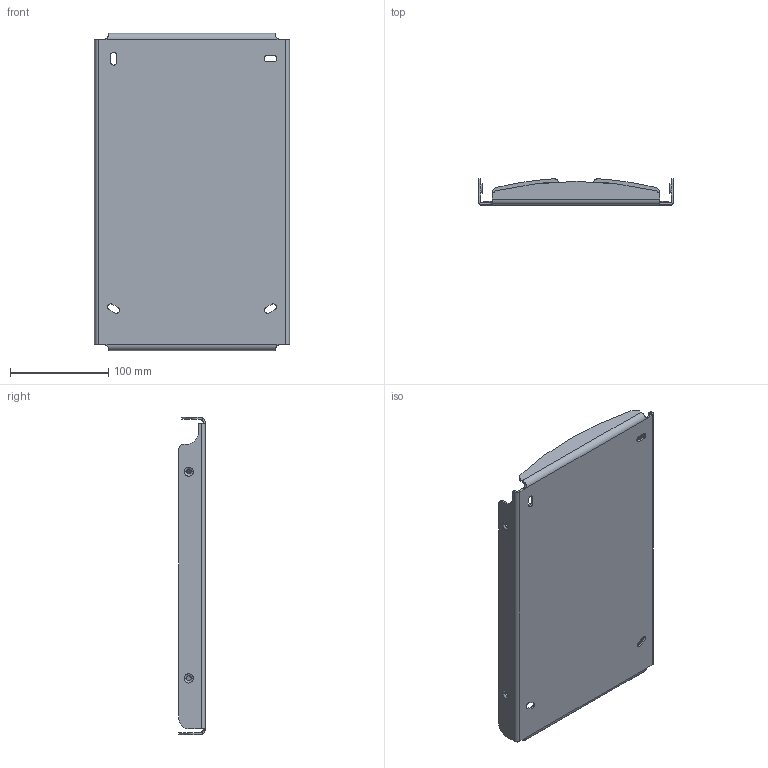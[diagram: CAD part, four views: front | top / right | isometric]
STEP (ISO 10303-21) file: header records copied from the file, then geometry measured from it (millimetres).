
FILE_DESCRIPTION((''),'2;1');
FILE_NAME('134B0410_ASM','2015-11-11T',('u251418'),('Danfoss Drives A/S'),'CREO PARAMETRIC BY PTC INC, 2014440','CREO PARAMETRIC BY PTC INC, 2014440','');
FILE_SCHEMA(('CONFIG_CONTROL_DESIGN','GEOMETRIC_VALIDATION_PROPERTIES_MIM'));
Length unit declared in the file: millimetre
Products named in the file (4): 134B0410_A; 134B0410_B; 134B0410_C; 134B0410_ASM
Assembly tree (3 placements, depth 2):
  134B0410_ASM
    134B0410_A
    134B0410_B
    134B0410_C
Bounding box: 199 x 27.25 x 324 mm (x, y, z)
Volume: 256585.5 mm3; surface area: 261831.8 mm2
Topology: 3 solids, 3 shells, 238 faces, 642 edges, 497 vertices
Faces by surface type: plane 119, cylinder 95, torus 24
Entity records: 8017 total; most frequent: DIRECTION 1418, CARTESIAN_POINT 1352, ORIENTED_EDGE 1136, EDGE_CURVE 568, AXIS2_PLACEMENT_3D 521, VECTOR 376, LINE 376, VERTEX_POINT 336
